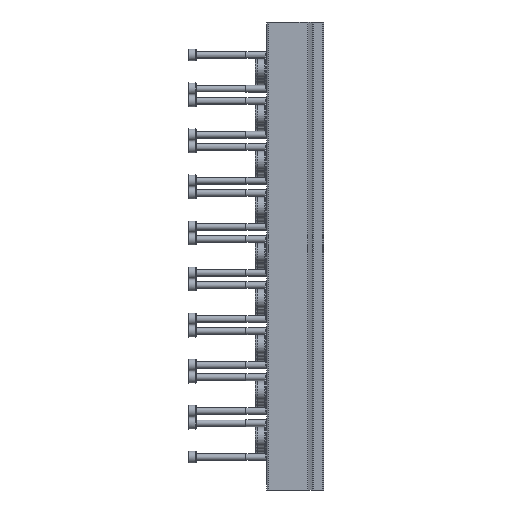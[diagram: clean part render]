
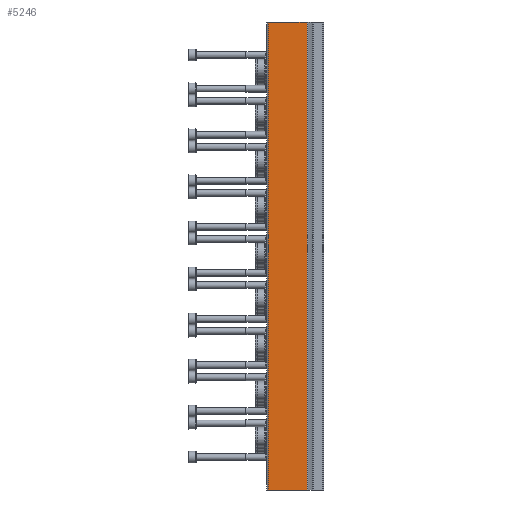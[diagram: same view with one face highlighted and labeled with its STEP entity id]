
A CAD part, left-side view. The second image highlights one B-rep face of the part: STEP entity #5246.
In plain terms, the highlighted planar face has unit normal (-1, 0, 0).
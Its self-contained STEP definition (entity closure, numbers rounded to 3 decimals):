
#260=PLANE('',#5651);
#817=ORIENTED_EDGE('',*,*,#2159,.F.);
#818=ORIENTED_EDGE('',*,*,#2158,.F.);
#819=ORIENTED_EDGE('',*,*,#2160,.T.);
#820=ORIENTED_EDGE('',*,*,#2161,.T.);
#2158=EDGE_CURVE('',#2829,#2827,#3319,.T.);
#2159=EDGE_CURVE('',#2827,#2830,#3320,.T.);
#2160=EDGE_CURVE('',#2829,#2831,#3321,.T.);
#2161=EDGE_CURVE('',#2831,#2830,#3322,.T.);
#2827=VERTEX_POINT('',#8647);
#2829=VERTEX_POINT('',#8651);
#2830=VERTEX_POINT('',#8655);
#2831=VERTEX_POINT('',#8657);
#3319=LINE('',#8652,#3627);
#3320=LINE('',#8654,#3628);
#3321=LINE('',#8656,#3629);
#3322=LINE('',#8658,#3630);
#3627=VECTOR('',#6385,1000.);
#3628=VECTOR('',#6388,1000.);
#3629=VECTOR('',#6389,1000.);
#3630=VECTOR('',#6390,1000.);
#3950=EDGE_LOOP('',(#817,#818,#819,#820));
#4543=FACE_BOUND('',#3950,.T.);
#5246=ADVANCED_FACE('',(#4543),#260,.T.);
#5651=AXIS2_PLACEMENT_3D('',#8653,#6386,#6387);
#6385=DIRECTION('',(0.,0.,1.));
#6386=DIRECTION('',(-1.,0.,0.));
#6387=DIRECTION('',(0.,0.,1.));
#6388=DIRECTION('',(0.,-1.,0.));
#6389=DIRECTION('',(0.,-1.,0.));
#6390=DIRECTION('',(0.,0.,1.));
#8647=CARTESIAN_POINT('',(-40.25,33.,0.));
#8651=CARTESIAN_POINT('',(-40.25,33.,-279.5));
#8652=CARTESIAN_POINT('',(-40.25,33.,-279.5));
#8653=CARTESIAN_POINT('',(-40.25,33.,-279.5));
#8654=CARTESIAN_POINT('',(-40.25,33.,0.));
#8655=CARTESIAN_POINT('',(-40.25,9.853,0.));
#8656=CARTESIAN_POINT('',(-40.25,33.,-279.5));
#8657=CARTESIAN_POINT('',(-40.25,9.853,-279.5));
#8658=CARTESIAN_POINT('',(-40.25,9.853,-279.5));
